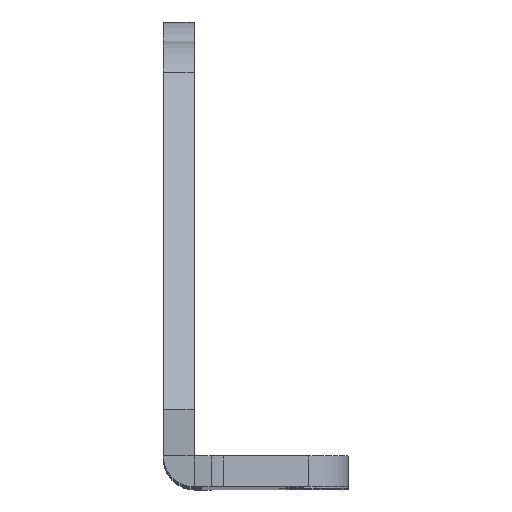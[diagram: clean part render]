
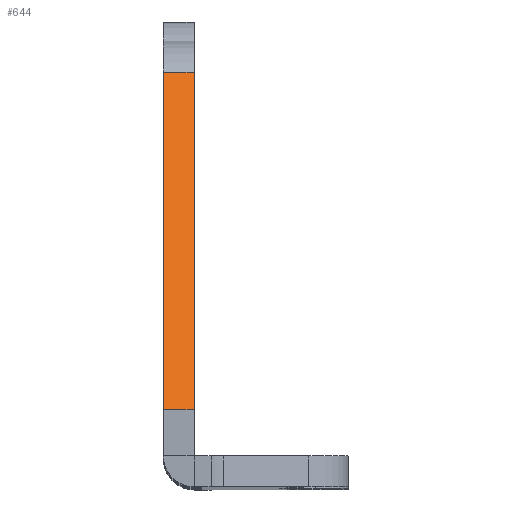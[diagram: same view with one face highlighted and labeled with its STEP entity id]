
A CAD part, top view. The second image highlights one B-rep face of the part: STEP entity #644.
In plain terms, the highlighted planar face has unit normal (0, 0.595, 0.804).
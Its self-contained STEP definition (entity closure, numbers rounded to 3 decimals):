
#49 = DIRECTION ( 'NONE',  ( 0., -0.804, 0.595 ) ) ;
#51 = CARTESIAN_POINT ( 'NONE',  ( 2., 1.77, 122.391 ) ) ;
#78 = LINE ( 'NONE', #863, #82 ) ;
#82 = VECTOR ( 'NONE', #870, 1000. ) ;
#96 = LINE ( 'NONE', #778, #105 ) ;
#105 = VECTOR ( 'NONE', #763, 1000. ) ;
#136 = LINE ( 'NONE', #1306, #141 ) ;
#141 = VECTOR ( 'NONE', #1299, 1000. ) ;
#245 = FACE_OUTER_BOUND ( 'NONE', #1839, .T. ) ;
#413 = LINE ( 'NONE', #51, #415 ) ;
#415 = VECTOR ( 'NONE', #49, 1000. ) ;
#476 = VERTEX_POINT ( 'NONE', #1074 ) ;
#478 = VERTEX_POINT ( 'NONE', #1059 ) ;
#480 = VERTEX_POINT ( 'NONE', #1055 ) ;
#503 = VERTEX_POINT ( 'NONE', #1010 ) ;
#538 = EDGE_CURVE ( 'NONE', #476, #478, #78, .T. ) ;
#552 = EDGE_CURVE ( 'NONE', #480, #478, #96, .T. ) ;
#573 = EDGE_CURVE ( 'NONE', #503, #476, #136, .T. ) ;
#644 = ADVANCED_FACE ( 'NONE', ( #245 ), #1047, .T. ) ;
#763 = DIRECTION ( 'NONE',  ( -1., 0., 0. ) ) ;
#778 = CARTESIAN_POINT ( 'NONE',  ( 2., 5., 120. ) ) ;
#863 = CARTESIAN_POINT ( 'NONE',  ( 0., 1.77, 122.391 ) ) ;
#870 = DIRECTION ( 'NONE',  ( 0., -0.804, 0.595 ) ) ;
#1010 = CARTESIAN_POINT ( 'NONE',  ( 2., 26.875, 103.808 ) ) ;
#1044 = DIRECTION ( 'NONE',  ( 0., -0.804, 0.595 ) ) ;
#1045 = DIRECTION ( 'NONE',  ( 0., 0.595, 0.804 ) ) ;
#1047 = PLANE ( 'NONE',  #1573 ) ;
#1053 = CARTESIAN_POINT ( 'NONE',  ( 2., 1.77, 122.391 ) ) ;
#1055 = CARTESIAN_POINT ( 'NONE',  ( 2., 5., 120. ) ) ;
#1059 = CARTESIAN_POINT ( 'NONE',  ( 0., 5., 120. ) ) ;
#1074 = CARTESIAN_POINT ( 'NONE',  ( 0., 26.875, 103.808 ) ) ;
#1299 = DIRECTION ( 'NONE',  ( -1., 0., 0. ) ) ;
#1306 = CARTESIAN_POINT ( 'NONE',  ( 2., 26.875, 103.808 ) ) ;
#1454 = ORIENTED_EDGE ( 'NONE', *, *, #538, .T. ) ;
#1455 = ORIENTED_EDGE ( 'NONE', *, *, #573, .T. ) ;
#1456 = ORIENTED_EDGE ( 'NONE', *, *, #1554, .F. ) ;
#1457 = ORIENTED_EDGE ( 'NONE', *, *, #552, .F. ) ;
#1554 = EDGE_CURVE ( 'NONE', #503, #480, #413, .T. ) ;
#1573 = AXIS2_PLACEMENT_3D ( 'NONE', #1053, #1045, #1044 ) ;
#1839 = EDGE_LOOP ( 'NONE', ( #1457, #1456, #1455, #1454 ) ) ;
